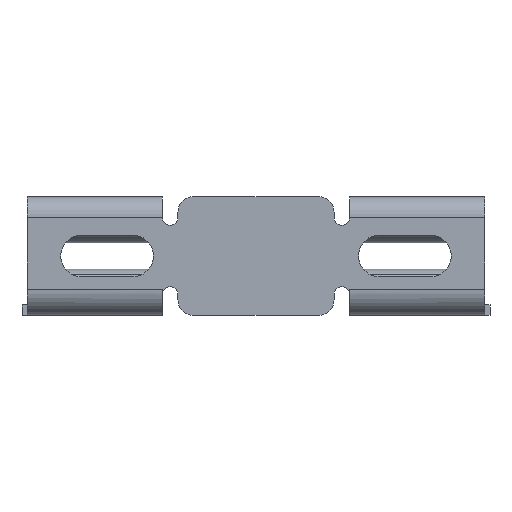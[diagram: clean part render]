
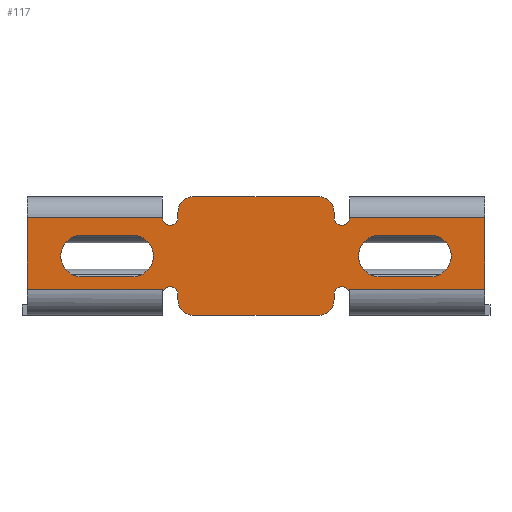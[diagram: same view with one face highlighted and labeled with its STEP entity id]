
A CAD part, front view. The second image highlights one B-rep face of the part: STEP entity #117.
In plain terms, the highlighted planar face has unit normal (0, -1, 0).
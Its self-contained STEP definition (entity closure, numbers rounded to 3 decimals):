
#117=ADVANCED_FACE('',(#272,#273,#274),#275,.T.);
#272=FACE_OUTER_BOUND('',#500,.T.);
#273=FACE_BOUND('',#501,.T.);
#274=FACE_BOUND('',#502,.T.);
#275=PLANE('',#503);
#500=EDGE_LOOP('',(#1026,#1027,#1028,#1029,#1030,#1031,#1032,#1033,#1034,#1035,#1036,#1037,#1038,#1039,#1040,#1041,#1042,#1043,#1044,#1045,#1046,#1047));
#501=EDGE_LOOP('',(#1048,#1049,#1050,#1051,#1052,#1053));
#502=EDGE_LOOP('',(#1054,#1055,#1056,#1057,#1058,#1059));
#503=AXIS2_PLACEMENT_3D('',#1060,#1061,#1062);
#1026=ORIENTED_EDGE('',*,*,#1814,.T.);
#1027=ORIENTED_EDGE('',*,*,#1815,.T.);
#1028=ORIENTED_EDGE('',*,*,#1811,.F.);
#1029=ORIENTED_EDGE('',*,*,#1810,.F.);
#1030=ORIENTED_EDGE('',*,*,#1804,.T.);
#1031=ORIENTED_EDGE('',*,*,#1816,.F.);
#1032=ORIENTED_EDGE('',*,*,#1751,.F.);
#1033=ORIENTED_EDGE('',*,*,#1817,.F.);
#1034=ORIENTED_EDGE('',*,*,#1818,.F.);
#1035=ORIENTED_EDGE('',*,*,#1819,.T.);
#1036=ORIENTED_EDGE('',*,*,#1820,.F.);
#1037=ORIENTED_EDGE('',*,*,#1821,.T.);
#1038=ORIENTED_EDGE('',*,*,#1822,.T.);
#1039=ORIENTED_EDGE('',*,*,#1823,.F.);
#1040=ORIENTED_EDGE('',*,*,#1756,.F.);
#1041=ORIENTED_EDGE('',*,*,#1689,.T.);
#1042=ORIENTED_EDGE('',*,*,#1807,.T.);
#1043=ORIENTED_EDGE('',*,*,#1824,.F.);
#1044=ORIENTED_EDGE('',*,*,#1825,.F.);
#1045=ORIENTED_EDGE('',*,*,#1826,.F.);
#1046=ORIENTED_EDGE('',*,*,#1827,.T.);
#1047=ORIENTED_EDGE('',*,*,#1828,.F.);
#1048=ORIENTED_EDGE('',*,*,#1829,.F.);
#1049=ORIENTED_EDGE('',*,*,#1830,.F.);
#1050=ORIENTED_EDGE('',*,*,#1645,.F.);
#1051=ORIENTED_EDGE('',*,*,#1831,.F.);
#1052=ORIENTED_EDGE('',*,*,#1832,.F.);
#1053=ORIENTED_EDGE('',*,*,#1649,.F.);
#1054=ORIENTED_EDGE('',*,*,#1833,.F.);
#1055=ORIENTED_EDGE('',*,*,#1834,.F.);
#1056=ORIENTED_EDGE('',*,*,#1653,.F.);
#1057=ORIENTED_EDGE('',*,*,#1835,.F.);
#1058=ORIENTED_EDGE('',*,*,#1836,.F.);
#1059=ORIENTED_EDGE('',*,*,#1657,.F.);
#1060=CARTESIAN_POINT('',(-4.394,0.0,0.74));
#1061=DIRECTION('',(0.0,-1.0,0.0));
#1062=DIRECTION('',(0.0,0.0,-1.0));
#1645=EDGE_CURVE('',#1984,#1987,#1988,.T.);
#1649=EDGE_CURVE('',#1992,#1995,#1996,.T.);
#1653=EDGE_CURVE('',#2000,#2003,#2004,.T.);
#1657=EDGE_CURVE('',#2008,#2011,#2012,.T.);
#1689=EDGE_CURVE('',#2074,#2072,#2075,.T.);
#1751=EDGE_CURVE('',#2136,#2185,#2186,.T.);
#1756=EDGE_CURVE('',#2074,#2190,#2194,.T.);
#1804=EDGE_CURVE('',#2272,#2270,#2273,.T.);
#1807=EDGE_CURVE('',#2072,#2275,#2277,.T.);
#1810=EDGE_CURVE('',#2272,#2279,#2281,.T.);
#1811=EDGE_CURVE('',#2279,#2282,#2283,.T.);
#1814=EDGE_CURVE('',#2287,#2288,#2289,.T.);
#1815=EDGE_CURVE('',#2288,#2282,#2290,.T.);
#1816=EDGE_CURVE('',#2185,#2270,#2291,.T.);
#1817=EDGE_CURVE('',#2292,#2136,#2293,.T.);
#1818=EDGE_CURVE('',#2294,#2292,#2295,.T.);
#1819=EDGE_CURVE('',#2294,#2296,#2297,.T.);
#1820=EDGE_CURVE('',#2298,#2296,#2299,.T.);
#1821=EDGE_CURVE('',#2298,#2300,#2301,.T.);
#1822=EDGE_CURVE('',#2300,#2302,#2303,.T.);
#1823=EDGE_CURVE('',#2190,#2302,#2304,.T.);
#1824=EDGE_CURVE('',#2305,#2275,#2306,.T.);
#1825=EDGE_CURVE('',#2307,#2305,#2308,.T.);
#1826=EDGE_CURVE('',#2309,#2307,#2310,.T.);
#1827=EDGE_CURVE('',#2309,#2311,#2312,.T.);
#1828=EDGE_CURVE('',#2287,#2311,#2313,.T.);
#1829=EDGE_CURVE('',#2314,#1992,#2315,.T.);
#1830=EDGE_CURVE('',#1987,#2314,#2316,.T.);
#1831=EDGE_CURVE('',#2317,#1984,#2318,.T.);
#1832=EDGE_CURVE('',#1995,#2317,#2319,.T.);
#1833=EDGE_CURVE('',#2320,#2008,#2321,.T.);
#1834=EDGE_CURVE('',#2003,#2320,#2322,.T.);
#1835=EDGE_CURVE('',#2323,#2000,#2324,.T.);
#1836=EDGE_CURVE('',#2011,#2323,#2325,.T.);
#1984=VERTEX_POINT('',#2530);
#1987=VERTEX_POINT('',#2534);
#1988=CIRCLE('',#2535,0.4);
#1992=VERTEX_POINT('',#2540);
#1995=VERTEX_POINT('',#2544);
#1996=CIRCLE('',#2545,0.4);
#2000=VERTEX_POINT('',#2550);
#2003=VERTEX_POINT('',#2554);
#2004=CIRCLE('',#2555,0.4);
#2008=VERTEX_POINT('',#2560);
#2011=VERTEX_POINT('',#2564);
#2012=CIRCLE('',#2565,0.4);
#2072=VERTEX_POINT('',#2642);
#2074=VERTEX_POINT('',#2644);
#2075=LINE('',#2645,#2646);
#2136=VERTEX_POINT('',#2726);
#2185=VERTEX_POINT('',#2791);
#2186=LINE('',#2792,#2793);
#2190=VERTEX_POINT('',#2798);
#2194=LINE('',#2803,#2804);
#2270=VERTEX_POINT('',#2911);
#2272=VERTEX_POINT('',#2913);
#2273=LINE('',#2914,#2915);
#2275=VERTEX_POINT('',#2917);
#2277=LINE('',#2919,#2920);
#2279=VERTEX_POINT('',#2923);
#2281=LINE('',#2926,#2927);
#2282=VERTEX_POINT('',#2928);
#2283=CIRCLE('',#2929,0.15);
#2287=VERTEX_POINT('',#2934);
#2288=VERTEX_POINT('',#2935);
#2289=CIRCLE('',#2936,0.3);
#2290=LINE('',#2937,#2938);
#2291=LINE('',#2939,#2940);
#2292=VERTEX_POINT('',#2941);
#2293=CIRCLE('',#2942,0.15);
#2294=VERTEX_POINT('',#2943);
#2295=LINE('',#2944,#2945);
#2296=VERTEX_POINT('',#2946);
#2297=CIRCLE('',#2947,0.3);
#2298=VERTEX_POINT('',#2948);
#2299=LINE('',#2949,#2950);
#2300=VERTEX_POINT('',#2951);
#2301=CIRCLE('',#2952,0.3);
#2302=VERTEX_POINT('',#2953);
#2303=LINE('',#2954,#2955);
#2304=CIRCLE('',#2956,0.15);
#2305=VERTEX_POINT('',#2957);
#2306=LINE('',#2958,#2959);
#2307=VERTEX_POINT('',#2960);
#2308=CIRCLE('',#2961,0.15);
#2309=VERTEX_POINT('',#2962);
#2310=LINE('',#2963,#2964);
#2311=VERTEX_POINT('',#2965);
#2312=CIRCLE('',#2966,0.3);
#2313=LINE('',#2967,#2968);
#2314=VERTEX_POINT('',#2969);
#2315=CIRCLE('',#2970,0.4);
#2316=LINE('',#2971,#2972);
#2317=VERTEX_POINT('',#2973);
#2318=CIRCLE('',#2974,0.4);
#2319=LINE('',#2975,#2976);
#2320=VERTEX_POINT('',#2977);
#2321=CIRCLE('',#2978,0.4);
#2322=LINE('',#2979,#2980);
#2323=VERTEX_POINT('',#2981);
#2324=CIRCLE('',#2982,0.4);
#2325=LINE('',#2983,#2984);
#2530=CARTESIAN_POINT('',(-3.75,0.0,0.));
#2534=CARTESIAN_POINT('',(-3.35,0.0,-0.4));
#2535=AXIS2_PLACEMENT_3D('',#3271,#3272,#3273);
#2540=CARTESIAN_POINT('',(-1.97,0.0,0.));
#2544=CARTESIAN_POINT('',(-2.37,0.0,0.4));
#2545=AXIS2_PLACEMENT_3D('',#3279,#3280,#3281);
#2550=CARTESIAN_POINT('',(3.75,0.0,0.));
#2554=CARTESIAN_POINT('',(3.35,0.0,0.4));
#2555=AXIS2_PLACEMENT_3D('',#3287,#3288,#3289);
#2560=CARTESIAN_POINT('',(1.97,0.0,0.));
#2564=CARTESIAN_POINT('',(2.37,0.0,-0.4));
#2565=AXIS2_PLACEMENT_3D('',#3295,#3296,#3297);
#2642=CARTESIAN_POINT('',(-4.394,0.0,-0.64));
#2644=CARTESIAN_POINT('',(-4.394,0.0,0.74));
#2645=CARTESIAN_POINT('',(-4.394,0.0,0.74));
#2646=VECTOR('',#3357,1.38);
#2726=CARTESIAN_POINT('',(1.8,0.0,0.74));
#2791=CARTESIAN_POINT('',(4.394,0.0,0.74));
#2792=CARTESIAN_POINT('',(1.8,0.0,0.74));
#2793=VECTOR('',#3471,2.594);
#2798=CARTESIAN_POINT('',(-1.8,0.0,0.74));
#2803=CARTESIAN_POINT('',(-4.394,0.0,0.74));
#2804=VECTOR('',#3480,2.594);
#2911=CARTESIAN_POINT('',(4.394,0.0,-0.64));
#2913=CARTESIAN_POINT('',(1.8,0.0,-0.64));
#2914=CARTESIAN_POINT('',(1.8,0.0,-0.64));
#2915=VECTOR('',#3560,2.594);
#2917=CARTESIAN_POINT('',(-1.8,0.0,-0.64));
#2919=CARTESIAN_POINT('',(-4.394,0.0,-0.64));
#2920=VECTOR('',#3567,2.594);
#2923=CARTESIAN_POINT('',(1.8,0.0,-0.74));
#2926=CARTESIAN_POINT('',(1.8,0.0,-0.64));
#2927=VECTOR('',#3570,0.1);
#2928=CARTESIAN_POINT('',(1.5,0.0,-0.74));
#2929=AXIS2_PLACEMENT_3D('',#3571,#3572,#3573);
#2934=CARTESIAN_POINT('',(1.2,0.0,-1.14));
#2935=CARTESIAN_POINT('',(1.5,0.0,-0.84));
#2936=AXIS2_PLACEMENT_3D('',#3578,#3579,#3580);
#2937=CARTESIAN_POINT('',(1.5,0.0,-0.84));
#2938=VECTOR('',#3581,0.1);
#2939=CARTESIAN_POINT('',(4.394,0.0,0.74));
#2940=VECTOR('',#3582,1.38);
#2941=CARTESIAN_POINT('',(1.5,0.0,0.74));
#2942=AXIS2_PLACEMENT_3D('',#3583,#3584,#3585);
#2943=CARTESIAN_POINT('',(1.5,0.0,0.84));
#2944=CARTESIAN_POINT('',(1.5,0.0,0.84));
#2945=VECTOR('',#3586,0.1);
#2946=CARTESIAN_POINT('',(1.2,0.0,1.14));
#2947=AXIS2_PLACEMENT_3D('',#3587,#3588,#3589);
#2948=CARTESIAN_POINT('',(-1.2,0.0,1.14));
#2949=CARTESIAN_POINT('',(-1.2,0.0,1.14));
#2950=VECTOR('',#3590,2.4);
#2951=CARTESIAN_POINT('',(-1.5,0.0,0.84));
#2952=AXIS2_PLACEMENT_3D('',#3591,#3592,#3593);
#2953=CARTESIAN_POINT('',(-1.5,0.0,0.74));
#2954=CARTESIAN_POINT('',(-1.5,0.0,0.84));
#2955=VECTOR('',#3594,0.1);
#2956=AXIS2_PLACEMENT_3D('',#3595,#3596,#3597);
#2957=CARTESIAN_POINT('',(-1.8,0.0,-0.74));
#2958=CARTESIAN_POINT('',(-1.8,0.0,-0.74));
#2959=VECTOR('',#3598,0.1);
#2960=CARTESIAN_POINT('',(-1.5,0.0,-0.74));
#2961=AXIS2_PLACEMENT_3D('',#3599,#3600,#3601);
#2962=CARTESIAN_POINT('',(-1.5,0.0,-0.84));
#2963=CARTESIAN_POINT('',(-1.5,0.0,-0.84));
#2964=VECTOR('',#3602,0.1);
#2965=CARTESIAN_POINT('',(-1.2,0.0,-1.14));
#2966=AXIS2_PLACEMENT_3D('',#3603,#3604,#3605);
#2967=CARTESIAN_POINT('',(1.2,0.0,-1.14));
#2968=VECTOR('',#3606,2.4);
#2969=CARTESIAN_POINT('',(-2.37,0.0,-0.4));
#2970=AXIS2_PLACEMENT_3D('',#3607,#3608,#3609);
#2971=CARTESIAN_POINT('',(-3.35,0.0,-0.4));
#2972=VECTOR('',#3610,0.98);
#2973=CARTESIAN_POINT('',(-3.35,0.0,0.4));
#2974=AXIS2_PLACEMENT_3D('',#3611,#3612,#3613);
#2975=CARTESIAN_POINT('',(-2.37,0.0,0.4));
#2976=VECTOR('',#3614,0.98);
#2977=CARTESIAN_POINT('',(2.37,0.0,0.4));
#2978=AXIS2_PLACEMENT_3D('',#3615,#3616,#3617);
#2979=CARTESIAN_POINT('',(3.35,0.0,0.4));
#2980=VECTOR('',#3618,0.98);
#2981=CARTESIAN_POINT('',(3.35,0.0,-0.4));
#2982=AXIS2_PLACEMENT_3D('',#3619,#3620,#3621);
#2983=CARTESIAN_POINT('',(2.37,0.0,-0.4));
#2984=VECTOR('',#3622,0.98);
#3271=CARTESIAN_POINT('',(-3.35,0.0,0.0));
#3272=DIRECTION('',(0.0,-1.0,0.0));
#3273=DIRECTION('',(0.0,0.0,1.0));
#3279=CARTESIAN_POINT('',(-2.37,0.0,0.0));
#3280=DIRECTION('',(0.0,-1.0,0.0));
#3281=DIRECTION('',(0.0,0.0,-1.0));
#3287=CARTESIAN_POINT('',(3.35,0.0,0.0));
#3288=DIRECTION('',(0.0,-1.0,0.0));
#3289=DIRECTION('',(0.0,0.0,-1.0));
#3295=CARTESIAN_POINT('',(2.37,0.0,0.0));
#3296=DIRECTION('',(0.0,-1.0,0.0));
#3297=DIRECTION('',(0.,0.0,1.0));
#3357=DIRECTION('',(0.0,0.0,-1.0));
#3471=DIRECTION('',(1.0,0.0,0.0));
#3480=DIRECTION('',(1.0,0.0,0.0));
#3560=DIRECTION('',(1.0,0.0,0.0));
#3567=DIRECTION('',(1.0,0.0,0.0));
#3570=DIRECTION('',(0.0,0.0,-1.0));
#3571=CARTESIAN_POINT('',(1.65,0.0,-0.74));
#3572=DIRECTION('',(0.0,-1.0,0.0));
#3573=DIRECTION('',(1.0,0.0,0.0));
#3578=CARTESIAN_POINT('',(1.2,0.0,-0.84));
#3579=DIRECTION('',(0.0,-1.0,0.0));
#3580=DIRECTION('',(0.0,0.0,-1.0));
#3581=DIRECTION('',(0.,0.0,1.0));
#3582=DIRECTION('',(0.0,0.0,-1.0));
#3583=CARTESIAN_POINT('',(1.65,0.0,0.74));
#3584=DIRECTION('',(0.0,-1.0,0.0));
#3585=DIRECTION('',(-1.0,0.0,0.));
#3586=DIRECTION('',(0.0,0.0,-1.0));
#3587=CARTESIAN_POINT('',(1.2,0.0,0.84));
#3588=DIRECTION('',(0.0,-1.0,0.0));
#3589=DIRECTION('',(1.0,0.0,0.0));
#3590=DIRECTION('',(1.0,0.0,0.0));
#3591=CARTESIAN_POINT('',(-1.2,0.0,0.84));
#3592=DIRECTION('',(0.0,-1.0,0.0));
#3593=DIRECTION('',(0.0,0.0,1.0));
#3594=DIRECTION('',(0.0,0.0,-1.0));
#3595=CARTESIAN_POINT('',(-1.65,0.0,0.74));
#3596=DIRECTION('',(0.0,-1.0,0.0));
#3597=DIRECTION('',(-1.0,0.0,0.0));
#3598=DIRECTION('',(0.0,0.0,1.0));
#3599=CARTESIAN_POINT('',(-1.65,0.0,-0.74));
#3600=DIRECTION('',(0.0,-1.0,0.0));
#3601=DIRECTION('',(1.0,0.0,0.0));
#3602=DIRECTION('',(0.0,0.0,1.0));
#3603=CARTESIAN_POINT('',(-1.2,0.0,-0.84));
#3604=DIRECTION('',(0.0,-1.0,0.0));
#3605=DIRECTION('',(-1.0,0.0,0.0));
#3606=DIRECTION('',(-1.0,0.0,0.0));
#3607=CARTESIAN_POINT('',(-2.37,0.0,0.0));
#3608=DIRECTION('',(0.0,-1.0,0.0));
#3609=DIRECTION('',(0.0,0.0,-1.0));
#3610=DIRECTION('',(1.0,0.0,0.0));
#3611=CARTESIAN_POINT('',(-3.35,0.0,0.0));
#3612=DIRECTION('',(0.0,-1.0,0.0));
#3613=DIRECTION('',(0.0,0.0,1.0));
#3614=DIRECTION('',(-1.0,0.0,0.0));
#3615=CARTESIAN_POINT('',(2.37,0.0,0.0));
#3616=DIRECTION('',(0.0,-1.0,0.0));
#3617=DIRECTION('',(0.,0.0,1.0));
#3618=DIRECTION('',(-1.0,0.0,0.0));
#3619=CARTESIAN_POINT('',(3.35,0.0,0.0));
#3620=DIRECTION('',(0.0,-1.0,0.0));
#3621=DIRECTION('',(0.0,0.0,-1.0));
#3622=DIRECTION('',(1.0,0.0,0.0));
